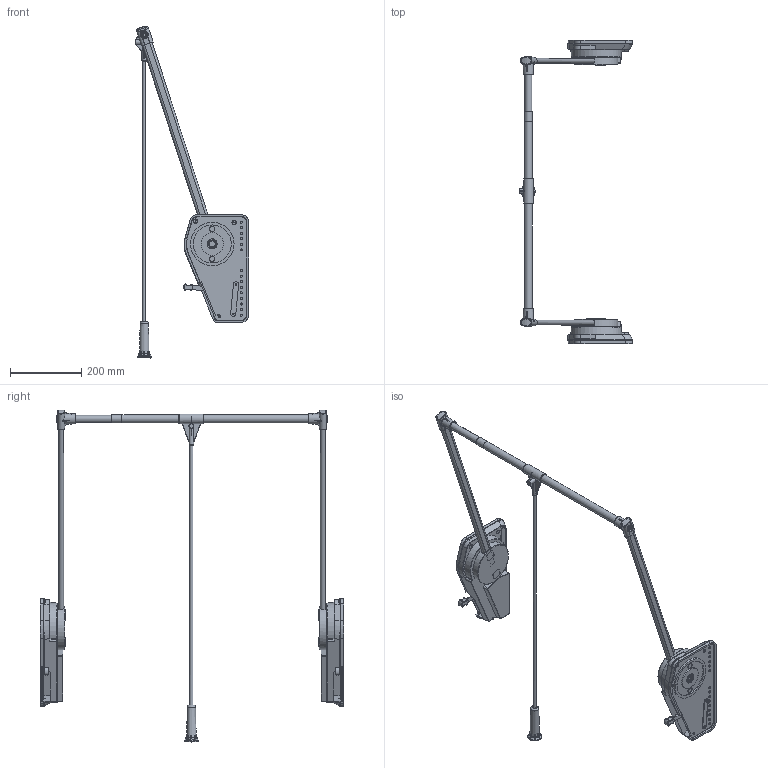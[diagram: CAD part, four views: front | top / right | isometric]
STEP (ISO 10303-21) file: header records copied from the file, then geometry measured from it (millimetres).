
FILE_DESCRIPTION(/* description */ ('Unknown'),/* implementation_level */ '2;1');
FILE_NAME(/* name */ 'ASSIEME ART. SUPERLIFT 151-A',/* time_stamp */ '2019-03-28T16:27:31+01:00',/* author */ ('Unknown'),/* organization */ ('Unknown'),/* preprocessor_version */ 'ST-DEVELOPER v16',/* originating_system */ 'DEX',/* authorisation */ $);
FILE_SCHEMA (('CONFIG_CONTROL_DESIGN'));
Length unit declared in the file: millimetre
Products named in the file (8): ASSIEME ART. SUPERLIFT 151-A; Parte A; Parte B; Parte C; Parte D; Parte E; Parte C_mir1; Parte A_mir
Assembly tree (8 placements, depth 2):
  ASSIEME ART. SUPERLIFT 151-A
    Parte A
    Parte B  x2
    Parte C
    Parte D
    Parte E
    Parte C_mir1
    Parte A_mir
Bounding box: 317.43 x 850.74 x 931.49 mm (x, y, z)
Volume: 4044038.9 mm3; surface area: 1044845.5 mm2
Topology: 20 solids, 20 shells, 1157 faces, 2928 edges, 1866 vertices
Faces by surface type: plane 454, cylinder 409, bspline 176, torus 68, cone 32, sphere 18
Full cylindrical faces by diameter (mm): 4.713 x4, 6 x102, 6.111 x2, 6.396 x2, 10.701 x4, 12 x8, 15 x4, 17.451 x6, 18 x1, 20 x4, 22 x4, 22.08 x2, 27 x1, 28.284 x2, 28.5 x2, 40 x1, 63.181 x2, 106.316 x2, 122 x4
Entity records: 44399 total; most frequent: CARTESIAN_POINT 13780, DIRECTION 5196, ORIENTED_EDGE 5052, EDGE_CURVE 2526, AXIS2_PLACEMENT_3D 2095, VERTEX_POINT 1678, EDGE_LOOP 1538, FACE_BOUND 1538
